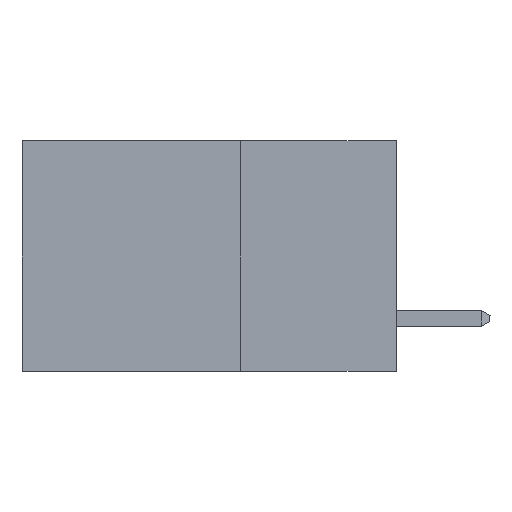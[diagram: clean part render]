
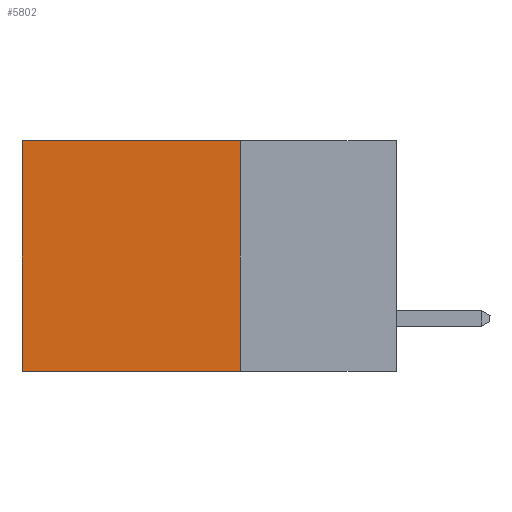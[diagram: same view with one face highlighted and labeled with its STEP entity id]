
A CAD part, left-side view. The second image highlights one B-rep face of the part: STEP entity #5802.
In plain terms, the highlighted planar face has unit normal (-1, 0, 0).
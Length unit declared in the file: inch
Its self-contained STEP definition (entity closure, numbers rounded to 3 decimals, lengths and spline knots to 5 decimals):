
#5 = CARTESIAN_POINT ( 'NONE',  ( 0.2615, 0.25, -0.37 ) ) ;
#369 = ORIENTED_EDGE ( 'NONE', *, *, #5269, .F. ) ;
#1040 = VECTOR ( 'NONE', #10231, 39.37008 ) ;
#1183 = DIRECTION ( 'NONE',  ( 0., 0., -1. ) ) ;
#1206 = ORIENTED_EDGE ( 'NONE', *, *, #6635, .F. ) ;
#1344 = DIRECTION ( 'NONE',  ( 0., 1., 0. ) ) ;
#2161 = AXIS2_PLACEMENT_3D ( 'NONE', #4276, #7322, #1183 ) ;
#2565 = LINE ( 'NONE', #2649, #4026 ) ;
#2649 = CARTESIAN_POINT ( 'NONE',  ( 0.2615, 0.25, 0. ) ) ;
#2716 = EDGE_CURVE ( 'NONE', #5728, #2734, #2565, .T. ) ;
#2734 = VERTEX_POINT ( 'NONE', #3691 ) ;
#2871 = CARTESIAN_POINT ( 'NONE',  ( 0.2615, 0.6, -0.37 ) ) ;
#3092 = VERTEX_POINT ( 'NONE', #5 ) ;
#3691 = CARTESIAN_POINT ( 'NONE',  ( 0.2615, 0.6, 0. ) ) ;
#4026 = VECTOR ( 'NONE', #7701, 39.37008 ) ;
#4276 = CARTESIAN_POINT ( 'NONE',  ( 0.2615, 0.25, -0.37 ) ) ;
#5269 = EDGE_CURVE ( 'NONE', #3092, #12397, #6050, .T. ) ;
#5388 = CARTESIAN_POINT ( 'NONE',  ( 0.2615, 0.25, -0.37 ) ) ;
#5535 = EDGE_LOOP ( 'NONE', ( #6803, #369, #1206, #12493 ) ) ;
#5728 = VERTEX_POINT ( 'NONE', #9395 ) ;
#5802 = ADVANCED_FACE ( 'NONE', ( #7309 ), #6326, .F. ) ;
#5824 = VECTOR ( 'NONE', #9842, 39.37008 ) ;
#6050 = LINE ( 'NONE', #5388, #10903 ) ;
#6326 = PLANE ( 'NONE',  #2161 ) ;
#6524 = LINE ( 'NONE', #8477, #1040 ) ;
#6635 = EDGE_CURVE ( 'NONE', #5728, #3092, #6524, .T. ) ;
#6803 = ORIENTED_EDGE ( 'NONE', *, *, #8474, .T. ) ;
#7309 = FACE_OUTER_BOUND ( 'NONE', #5535, .T. ) ;
#7322 = DIRECTION ( 'NONE',  ( 1., 0., 0. ) ) ;
#7701 = DIRECTION ( 'NONE',  ( 0., 1., 0. ) ) ;
#8474 = EDGE_CURVE ( 'NONE', #2734, #12397, #10986, .T. ) ;
#8477 = CARTESIAN_POINT ( 'NONE',  ( 0.2615, 0.25, -0.37 ) ) ;
#9395 = CARTESIAN_POINT ( 'NONE',  ( 0.2615, 0.25, 0. ) ) ;
#9842 = DIRECTION ( 'NONE',  ( 0., 0., -1. ) ) ;
#10231 = DIRECTION ( 'NONE',  ( 0., 0., -1. ) ) ;
#10903 = VECTOR ( 'NONE', #1344, 39.37008 ) ;
#10986 = LINE ( 'NONE', #2871, #5824 ) ;
#11984 = CARTESIAN_POINT ( 'NONE',  ( 0.2615, 0.6, -0.37 ) ) ;
#12397 = VERTEX_POINT ( 'NONE', #11984 ) ;
#12493 = ORIENTED_EDGE ( 'NONE', *, *, #2716, .T. ) ;
